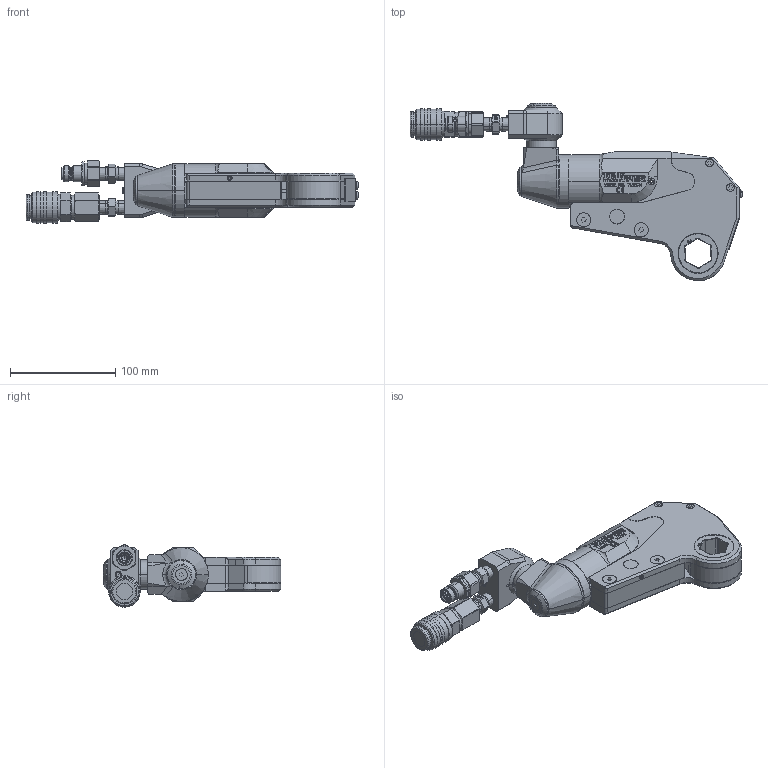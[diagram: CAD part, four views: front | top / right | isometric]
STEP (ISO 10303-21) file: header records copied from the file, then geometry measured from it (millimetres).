
FILE_DESCRIPTION (( 'STEP AP214' ), '1' );
FILE_NAME ('TWH27NRH4.STEP', '2016-06-07T08:27:59', ( '' ), ( '' ), 'SwSTEP 2.0', 'SolidWorks 2016', '' );
FILE_SCHEMA (( 'AUTOMOTIVE_DESIGN' ));
Length unit declared in the file: millimetre
Products named in the file (46): BSC016LB001; CM4F_default; TTC027BA001; CF4F_default; SOCKET CAP HEAD SCREWS_BLC004JD010; HF7; SOCKET COUNTERSUNK SCREWS_BLC006JE012; CUP POINT SCREW_FAS005ME010; SOCKET BUTTON HEAD SCREWS_BLC004-H008; CUP POINT SCREW_FAS005ME006; SFC022HA001; SOCKET COUNTERSUNK SCREWS_BLC005HF010; RHC027ZM001; PISTON TEE SEAL_SEC029GA001; RHC027ZE001; SPRING PIN_PCC003RC007; RHC027DR0##_RHC027DR024; TTC027MS001; TWH27N; RHC027#S001_RHC027DS001; O-RING_SEC028RA001; BPC003TS001; RHC027#D001_RHC027DD001; TTC045SA002; BACK UP RING_SEC028BA001; RHC027#P001_RHC027DP001; TTC045SA003; FAS004MY012; RHC027ZP001; SOCKET CAP HEAD SCREWS_BLC005HD012; O-RING_SEC006RA001; RHC027DC001; SEC016LE001; O-RING_SEC025RA005; RHC027DB001; TTC027EA001; VRA280GB001; TTC027SA001; SPC005CA003; TWH27NRH4 ...
Assembly tree (70 placements, depth 3):
  TWH27NRH4
    RHC027DB001
    RHC027DC001
    RHC027ZP001
    RHC027#P001_RHC027DP001
    RHC027#D001_RHC027DD001
    RHC027#S001_RHC027DS001
    RHC027DR0##_RHC027DR024
    RHC027ZE001  x2
    RHC027ZM001
    SFC022HA001
    SOCKET BUTTON HEAD SCREWS_BLC004-H008  x2
    SOCKET COUNTERSUNK SCREWS_BLC006JE012  x4
    SOCKET CAP HEAD SCREWS_BLC004JD010  x4
    TWH27N
      TTC027BA001
      BSC016LB001
      O-RING_SEC021RA001
      TTC027NS002
      TTC027NS003
      TTC027SA001
      TTC027EA001
      SEC016LE001
      SOCKET CAP HEAD SCREWS_BLC005HD012  x6
      TTC045SA003  x2
      TTC045SA002
      O-RING_SEC028RA001
      TTC027MS001  x2
      SPRING PIN_PCC003RC007
      PISTON TEE SEAL_SEC029GA001
      SOCKET COUNTERSUNK SCREWS_BLC005HF010  x2
      CUP POINT SCREW_FAS005ME006  x4
      CUP POINT SCREW_FAS005ME010
      HF7  x2
      CF4F_default
      CM4F_default
      RHC027JS002
      CUP POINT SCREW_FAS006MB005
      BALL_BAC005SN001
      SPC005CA003
      VRA280GB001
      O-RING_SEC025RA005  x6
      O-RING_SEC006RA001
      FAS004MY012
      BACK UP RING_SEC028BA001
      BPC003TS001
Bounding box: 315.48 x 168.43 x 59.3 mm (x, y, z)
Volume: 576419.6 mm3; surface area: 209860.3 mm2
Topology: 70 solids, 70 shells, 3607 faces, 9122 edges, 5863 vertices
Faces by surface type: plane 1801, cylinder 937, cone 424, bspline 341, torus 100, sphere 4
Entity records: 117034 total; most frequent: CARTESIAN_POINT 39132, ORIENTED_EDGE 15708, DIRECTION 14725, EDGE_CURVE 7854, VERTEX_POINT 5090, AXIS2_PLACEMENT_3D 4912, VECTOR 4901, LINE 4901
